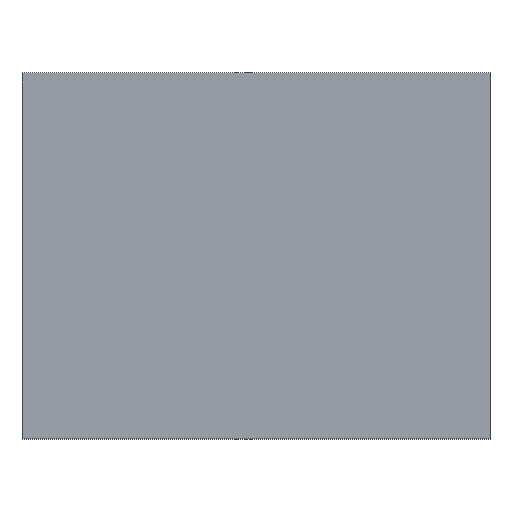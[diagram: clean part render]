
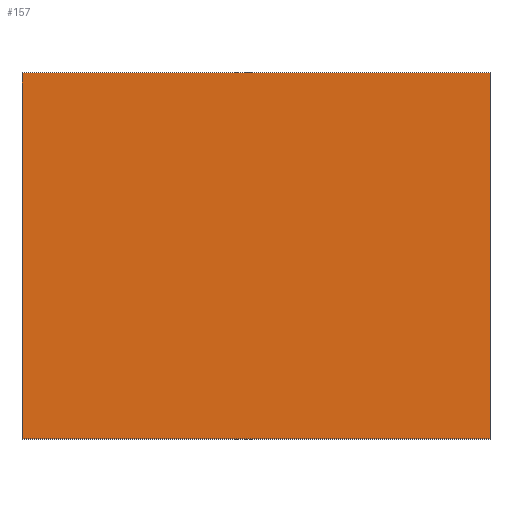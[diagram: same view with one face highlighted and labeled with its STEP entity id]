
A CAD part, top view. The second image highlights one B-rep face of the part: STEP entity #157.
In plain terms, the highlighted planar face has unit normal (0, 0, 1).
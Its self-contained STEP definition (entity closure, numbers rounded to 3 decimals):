
#36=ORIENTED_EDGE('',*,*,#55,.F.);
#37=ORIENTED_EDGE('',*,*,#58,.F.);
#38=ORIENTED_EDGE('',*,*,#53,.T.);
#39=ORIENTED_EDGE('',*,*,#51,.F.);
#51=EDGE_CURVE('',#63,#60,#71,.T.);
#53=EDGE_CURVE('',#65,#60,#73,.T.);
#55=EDGE_CURVE('',#66,#63,#75,.T.);
#58=EDGE_CURVE('',#65,#66,#78,.T.);
#60=VERTEX_POINT('',#205);
#63=VERTEX_POINT('',#210);
#65=VERTEX_POINT('',#216);
#66=VERTEX_POINT('',#220);
#71=LINE('',#211,#83);
#73=LINE('',#215,#85);
#75=LINE('',#219,#87);
#78=LINE('',#225,#90);
#83=VECTOR('',#181,1000.);
#85=VECTOR('',#185,1000.);
#87=VECTOR('',#189,1000.);
#90=VECTOR('',#194,1000.);
#95=EDGE_LOOP('',(#36,#37,#38,#39));
#101=FACE_BOUND('',#95,.T.);
#107=PLANE('',#170);
#157=ADVANCED_FACE('',(#101),#107,.T.);
#170=AXIS2_PLACEMENT_3D('',#224,#192,#193);
#181=DIRECTION('',(0.,-1.,0.));
#185=DIRECTION('',(1.,0.,0.));
#189=DIRECTION('',(1.,0.,0.));
#192=DIRECTION('',(0.,0.,1.));
#193=DIRECTION('',(1.,0.,0.));
#194=DIRECTION('',(0.,1.,0.));
#205=CARTESIAN_POINT('',(1.6,-1.25,0.8));
#210=CARTESIAN_POINT('',(1.6,1.25,0.8));
#211=CARTESIAN_POINT('',(1.6,1.25,0.8));
#215=CARTESIAN_POINT('',(-0.85,-1.25,0.8));
#216=CARTESIAN_POINT('',(-1.6,-1.25,0.8));
#219=CARTESIAN_POINT('',(-0.85,1.25,0.8));
#220=CARTESIAN_POINT('',(-1.6,1.25,0.8));
#224=CARTESIAN_POINT('',(-0.85,-1.25,0.8));
#225=CARTESIAN_POINT('',(-1.6,-1.25,0.8));
